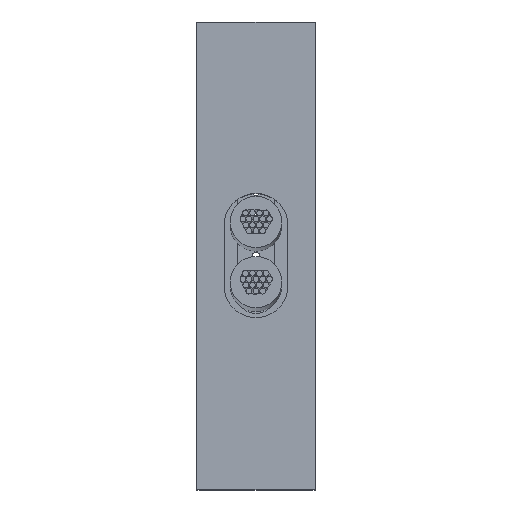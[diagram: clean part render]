
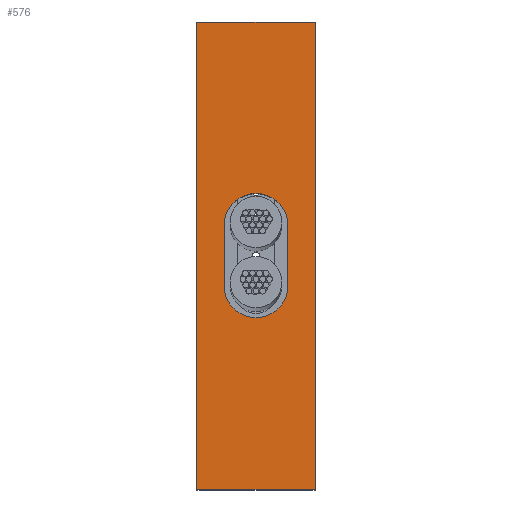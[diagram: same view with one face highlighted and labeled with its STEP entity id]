
A CAD part, top view. The second image highlights one B-rep face of the part: STEP entity #576.
In plain terms, the highlighted face is planar.
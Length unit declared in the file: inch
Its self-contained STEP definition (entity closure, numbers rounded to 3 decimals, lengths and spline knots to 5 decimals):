
#13=DIRECTION('',(0.,-1.,0.));
#14=VECTOR('',#13,0.79);
#15=CARTESIAN_POINT('',(0.,0.79,-0.1));
#16=LINE('',#15,#14);
#51=DIRECTION('',(0.,0.,1.));
#52=VECTOR('',#51,0.2);
#53=CARTESIAN_POINT('',(0.,0.,-0.1));
#54=LINE('',#53,#52);
#129=DIRECTION('',(0.,-1.,0.));
#130=VECTOR('',#129,0.79);
#131=CARTESIAN_POINT('',(0.,0.79,0.1));
#132=LINE('',#131,#130);
#171=DIRECTION('',(0.,0.,1.));
#172=VECTOR('',#171,0.2);
#173=CARTESIAN_POINT('',(0.,0.79,-0.1));
#174=LINE('',#173,#172);
#175=CARTESIAN_POINT('',(0.,0.446,0.));
#176=DIRECTION('',(-1.,0.,0.));
#177=DIRECTION('',(0.,0.,1.));
#178=AXIS2_PLACEMENT_3D('',#175,#176,#177);
#180=DIRECTION('',(0.,-1.,0.));
#181=VECTOR('',#180,0.102);
#182=CARTESIAN_POINT('',(0.,0.446,-0.054));
#183=LINE('',#182,#181);
#184=CARTESIAN_POINT('',(0.,0.344,0.));
#185=DIRECTION('',(-1.,0.,0.));
#186=DIRECTION('',(0.,0.,-1.));
#187=AXIS2_PLACEMENT_3D('',#184,#185,#186);
#189=DIRECTION('',(0.,1.,0.));
#190=VECTOR('',#189,0.102);
#191=CARTESIAN_POINT('',(0.,0.344,0.054));
#192=LINE('',#191,#190);
#285=CARTESIAN_POINT('',(0.,0.,-0.1));
#287=VERTEX_POINT('',#285);
#291=CARTESIAN_POINT('',(0.,0.79,-0.1));
#292=VERTEX_POINT('',#291);
#293=CARTESIAN_POINT('',(0.,0.,0.1));
#295=VERTEX_POINT('',#293);
#299=CARTESIAN_POINT('',(0.,0.79,0.1));
#300=VERTEX_POINT('',#299);
#353=CARTESIAN_POINT('',(0.,0.446,0.054));
#354=CARTESIAN_POINT('',(0.,0.446,-0.054));
#355=VERTEX_POINT('',#353);
#356=VERTEX_POINT('',#354);
#357=CARTESIAN_POINT('',(0.,0.344,-0.054));
#358=VERTEX_POINT('',#357);
#359=CARTESIAN_POINT('',(0.,0.344,0.054));
#360=VERTEX_POINT('',#359);
#555=CARTESIAN_POINT('',(0.,0.79,-0.1));
#556=DIRECTION('',(-1.,0.,0.));
#557=DIRECTION('',(0.,-1.,0.));
#558=AXIS2_PLACEMENT_3D('',#555,#556,#557);
#559=PLANE('',#558);
#560=ORIENTED_EDGE('',*,*,#380,.F.);
#561=ORIENTED_EDGE('',*,*,#517,.T.);
#562=ORIENTED_EDGE('',*,*,#530,.T.);
#563=ORIENTED_EDGE('',*,*,#413,.F.);
#564=EDGE_LOOP('',(#560,#561,#562,#563));
#565=FACE_OUTER_BOUND('',#564,.F.);
#567=ORIENTED_EDGE('',*,*,#566,.T.);
#569=ORIENTED_EDGE('',*,*,#568,.T.);
#571=ORIENTED_EDGE('',*,*,#570,.T.);
#573=ORIENTED_EDGE('',*,*,#572,.T.);
#574=EDGE_LOOP('',(#567,#569,#571,#573));
#575=FACE_BOUND('',#574,.F.);
#576=ADVANCED_FACE('',(#565,#575),#559,.T.);
#179=CIRCLE('',#178,0.054);
#188=CIRCLE('',#187,0.054);
#380=EDGE_CURVE('',#292,#287,#16,.T.);
#413=EDGE_CURVE('',#287,#295,#54,.T.);
#517=EDGE_CURVE('',#292,#300,#174,.T.);
#530=EDGE_CURVE('',#300,#295,#132,.T.);
#566=EDGE_CURVE('',#355,#356,#179,.T.);
#568=EDGE_CURVE('',#356,#358,#183,.T.);
#570=EDGE_CURVE('',#358,#360,#188,.T.);
#572=EDGE_CURVE('',#360,#355,#192,.T.);
